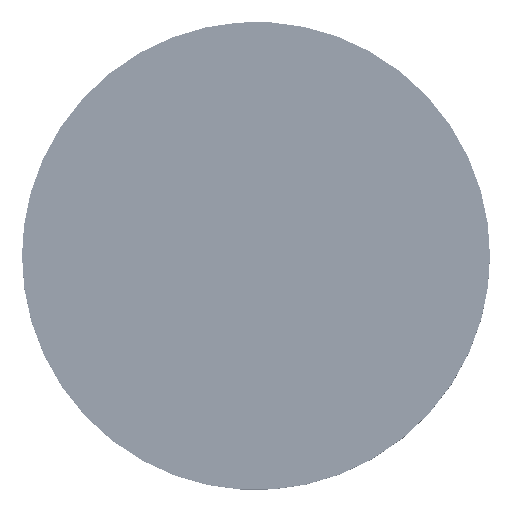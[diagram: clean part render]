
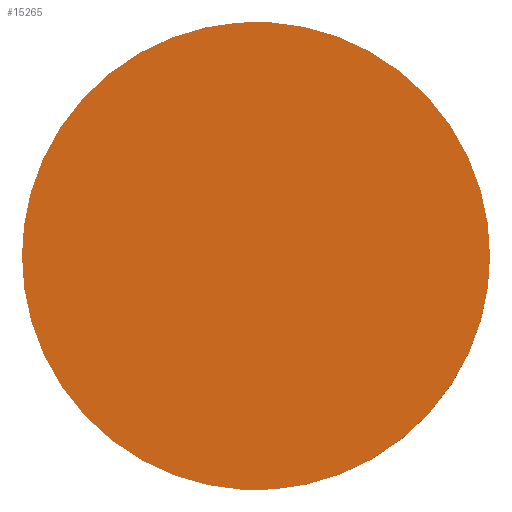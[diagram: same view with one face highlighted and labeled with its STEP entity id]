
A CAD part, top view. The second image highlights one B-rep face of the part: STEP entity #15265.
In plain terms, the highlighted planar face has unit normal (0, 0, 1).
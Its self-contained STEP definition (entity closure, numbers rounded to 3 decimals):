
#15265=ADVANCED_FACE('',(#16200),#34573,.T.);
#16200=FACE_OUTER_BOUND('',#17155,.T.);
#17155=EDGE_LOOP('',(#22423,#22424));
#22423=ORIENTED_EDGE('',*,*,#27637,.T.);
#22424=ORIENTED_EDGE('',*,*,#27650,.T.);
#27637=EDGE_CURVE('',#34458,#34466,#29332,.T.);
#27650=EDGE_CURVE('',#34466,#34458,#29344,.T.);
#29332=(
BOUNDED_CURVE()
B_SPLINE_CURVE(2,(#105071,#105072,#105073,#105074,#105075),
 .UNSPECIFIED.,.F.,.F.)
B_SPLINE_CURVE_WITH_KNOTS((3,2,3),(0.,151.007,302.013),
 .UNSPECIFIED.)
CURVE()
GEOMETRIC_REPRESENTATION_ITEM()
RATIONAL_B_SPLINE_CURVE((1.,0.707,1.,0.707,1.))
REPRESENTATION_ITEM('')
);
#29344=(
BOUNDED_CURVE()
B_SPLINE_CURVE(2,(#105264,#105265,#105266,#105267,#105268),
 .UNSPECIFIED.,.F.,.F.)
B_SPLINE_CURVE_WITH_KNOTS((3,2,3),(302.013,453.02,604.026),
 .UNSPECIFIED.)
CURVE()
GEOMETRIC_REPRESENTATION_ITEM()
RATIONAL_B_SPLINE_CURVE((1.,0.707,1.,0.707,1.))
REPRESENTATION_ITEM('')
);
#34458=VERTEX_POINT('',#105048);
#34466=VERTEX_POINT('',#105056);
#34573=PLANE('',#34875);
#34875=AXIS2_PLACEMENT_3D('',#104543,#35121,$);
#35121=DIRECTION('',(0.,0.,1.));
#104543=CARTESIAN_POINT('',(-94.385,-254.632,681.451));
#105048=CARTESIAN_POINT('',(-75.509,-160.252,681.451));
#105056=CARTESIAN_POINT('',(75.497,-160.252,681.451));
#105071=CARTESIAN_POINT('',(-75.509,-160.252,681.451));
#105072=CARTESIAN_POINT('',(-75.509,-235.756,681.451));
#105073=CARTESIAN_POINT('',(-0.006,-235.756,681.451));
#105074=CARTESIAN_POINT('',(75.497,-235.756,681.451));
#105075=CARTESIAN_POINT('',(75.497,-160.252,681.451));
#105264=CARTESIAN_POINT('',(75.497,-160.252,681.451));
#105265=CARTESIAN_POINT('',(75.497,-84.749,681.451));
#105266=CARTESIAN_POINT('',(-0.006,-84.749,681.451));
#105267=CARTESIAN_POINT('',(-75.509,-84.749,681.451));
#105268=CARTESIAN_POINT('',(-75.509,-160.252,681.451));
